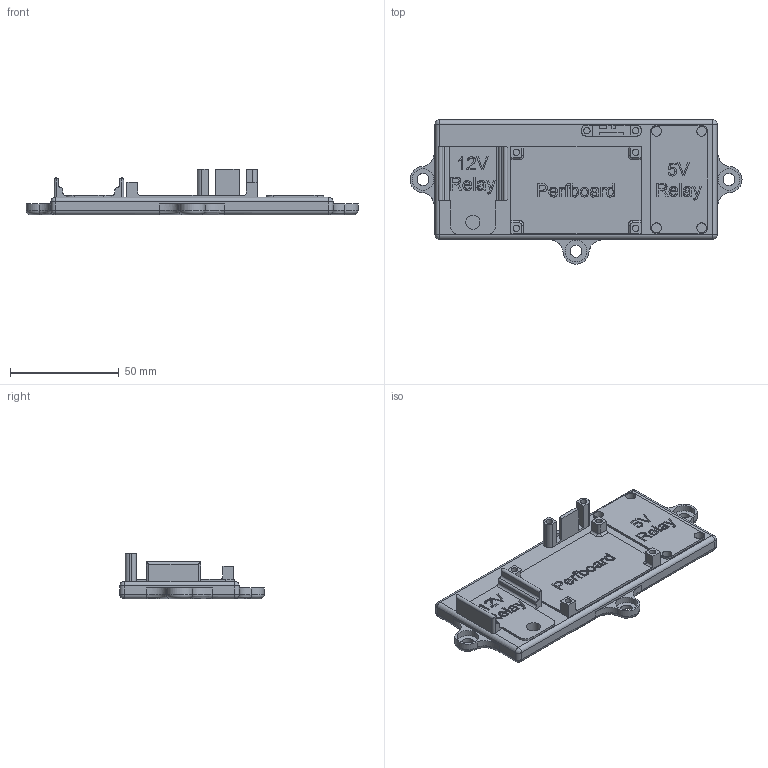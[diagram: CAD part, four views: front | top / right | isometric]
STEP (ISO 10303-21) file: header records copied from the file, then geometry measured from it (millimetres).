
FILE_DESCRIPTION(/* description */ (''),/* implementation_level */ '2;1');
FILE_NAME(/* name */ 'Mount.step',/* time_stamp */ '2026-02-26T12:58:35-05:00',/* author */ (''),/* organization */ (''),/* preprocessor_version */ 'ST-DEVELOPER v20.1',/* originating_system */ 'Autodesk Translation Framework v14.24.0.0',/* authorisation */ '');
FILE_SCHEMA (('AUTOMOTIVE_DESIGN { 1 0 10303 214 3 1 1 }'));
Length unit declared in the file: millimetre
Products named in the file (1): 2026-02-23-15-20-57-975
Bounding box: 153 x 66.5 x 21 mm (x, y, z)
Volume: 63874.4 mm3; surface area: 22238.3 mm2
Topology: 1 solids, 1 shells, 675 faces, 1819 edges, 1198 vertices
Faces by surface type: bspline 339, plane 252, cylinder 69, sphere 8, torus 7
Full cylindrical faces by diameter (mm): 3 x6, 4.5 x4, 5.5 x3, 6.5 x1, 10 x3
Entity records: 25347 total; most frequent: CARTESIAN_POINT 10616, ORIENTED_EDGE 3638, DIRECTION 1946, EDGE_CURVE 1819, VERTEX_POINT 1198, LINE 994, VECTOR 994, EDGE_LOOP 733
